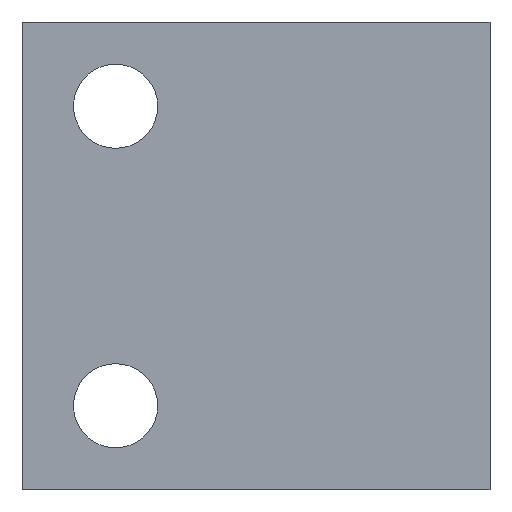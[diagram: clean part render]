
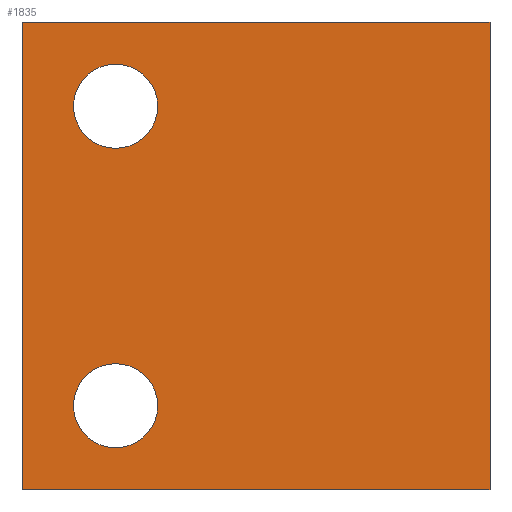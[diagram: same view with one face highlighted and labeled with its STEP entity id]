
A CAD part, left-side view. The second image highlights one B-rep face of the part: STEP entity #1835.
In plain terms, the highlighted planar face has unit normal (-1, 0, 0).
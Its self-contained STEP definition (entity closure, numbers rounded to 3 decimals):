
#33 = VERTEX_POINT ( 'NONE', #574 ) ;
#97 = VERTEX_POINT ( 'NONE', #702 ) ;
#98 = VERTEX_POINT ( 'NONE', #703 ) ;
#100 = VERTEX_POINT ( 'NONE', #705 ) ;
#147 = ORIENTED_EDGE ( 'NONE', *, *, #1675, .T. ) ;
#148 = ORIENTED_EDGE ( 'NONE', *, *, #1686, .F. ) ;
#149 = ORIENTED_EDGE ( 'NONE', *, *, #1683, .T. ) ;
#168 = EDGE_LOOP ( 'NONE', ( #149 ) ) ;
#206 = EDGE_LOOP ( 'NONE', ( #147, #148, #3321, #1668 ) ) ;
#258 = EDGE_LOOP ( 'NONE', ( #566 ) ) ;
#566 = ORIENTED_EDGE ( 'NONE', *, *, #1688, .T. ) ;
#574 = CARTESIAN_POINT ( 'NONE',  ( -7.5, -12.5, 12.5 ) ) ;
#702 = CARTESIAN_POINT ( 'NONE',  ( -7.5, 12.5, -12.5 ) ) ;
#703 = CARTESIAN_POINT ( 'NONE',  ( -7.5, -12.5, -12.5 ) ) ;
#705 = CARTESIAN_POINT ( 'NONE',  ( -7.5, 12.5, 12.5 ) ) ;
#811 = CARTESIAN_POINT ( 'NONE',  ( -7.5, 0., -12.5 ) ) ;
#812 = DIRECTION ( 'NONE',  ( 0., -1., 0. ) ) ;
#827 = CARTESIAN_POINT ( 'NONE',  ( -7.5, 7.5, -8. ) ) ;
#828 = DIRECTION ( 'NONE',  ( 1., 0., 0. ) ) ;
#829 = DIRECTION ( 'NONE',  ( 0., -1., 0. ) ) ;
#835 = CARTESIAN_POINT ( 'NONE',  ( -7.5, -12.5, 0. ) ) ;
#836 = DIRECTION ( 'NONE',  ( 0., 0., -1. ) ) ;
#837 = CARTESIAN_POINT ( 'NONE',  ( -7.5, 0., 12.5 ) ) ;
#839 = DIRECTION ( 'NONE',  ( 0., -1., 0. ) ) ;
#840 = CARTESIAN_POINT ( 'NONE',  ( -7.5, 7.5, 8. ) ) ;
#841 = DIRECTION ( 'NONE',  ( 1., 0., 0. ) ) ;
#842 = DIRECTION ( 'NONE',  ( 0., -1., 0. ) ) ;
#843 = CARTESIAN_POINT ( 'NONE',  ( -7.5, 12.5, 0. ) ) ;
#844 = DIRECTION ( 'NONE',  ( 0., 0., 1. ) ) ;
#1145 = PLANE ( 'NONE',  #2722 ) ;
#1153 = CARTESIAN_POINT ( 'NONE',  ( -7.5, -12.5, 0. ) ) ;
#1154 = DIRECTION ( 'NONE',  ( -1., 0., 0. ) ) ;
#1155 = DIRECTION ( 'NONE',  ( 0., 0., 1. ) ) ;
#1668 = ORIENTED_EDGE ( 'NONE', *, *, #1689, .F. ) ;
#1675 = EDGE_CURVE ( 'NONE', #97, #98, #2190, .T. ) ;
#1683 = EDGE_CURVE ( 'NONE', #3294, #3294, #2207, .T. ) ;
#1686 = EDGE_CURVE ( 'NONE', #33, #98, #2208, .T. ) ;
#1687 = EDGE_CURVE ( 'NONE', #100, #33, #2212, .T. ) ;
#1688 = EDGE_CURVE ( 'NONE', #3298, #3298, #2217, .T. ) ;
#1689 = EDGE_CURVE ( 'NONE', #97, #100, #2209, .T. ) ;
#1835 = ADVANCED_FACE ( 'NONE', ( #2503, #2502, #2507 ), #1145, .T. ) ;
#2190 = LINE ( 'NONE', #811, #2192 ) ;
#2192 = VECTOR ( 'NONE', #812, 1000. ) ;
#2202 = VECTOR ( 'NONE', #839, 1000. ) ;
#2207 = CIRCLE ( 'NONE', #2705, 2.25 ) ;
#2208 = LINE ( 'NONE', #835, #2210 ) ;
#2209 = LINE ( 'NONE', #843, #2216 ) ;
#2210 = VECTOR ( 'NONE', #836, 1000. ) ;
#2212 = LINE ( 'NONE', #837, #2202 ) ;
#2216 = VECTOR ( 'NONE', #844, 1000. ) ;
#2217 = CIRCLE ( 'NONE', #2702, 2.25 ) ;
#2502 = FACE_BOUND ( 'NONE', #168, .T. ) ;
#2503 = FACE_BOUND ( 'NONE', #258, .T. ) ;
#2507 = FACE_OUTER_BOUND ( 'NONE', #206, .T. ) ;
#2702 = AXIS2_PLACEMENT_3D ( 'NONE', #840, #841, #842 ) ;
#2705 = AXIS2_PLACEMENT_3D ( 'NONE', #827, #828, #829 ) ;
#2722 = AXIS2_PLACEMENT_3D ( 'NONE', #1153, #1154, #1155 ) ;
#3294 = VERTEX_POINT ( 'NONE', #3295 ) ;
#3295 = CARTESIAN_POINT ( 'NONE',  ( -7.5, 5.25, -8. ) ) ;
#3298 = VERTEX_POINT ( 'NONE', #3299 ) ;
#3299 = CARTESIAN_POINT ( 'NONE',  ( -7.5, 5.25, 8. ) ) ;
#3321 = ORIENTED_EDGE ( 'NONE', *, *, #1687, .F. ) ;
